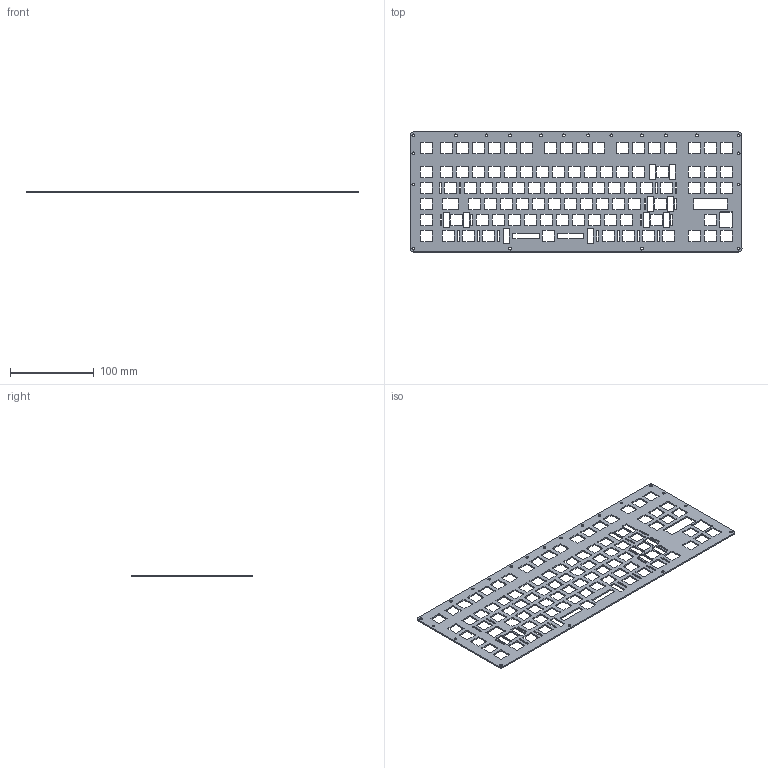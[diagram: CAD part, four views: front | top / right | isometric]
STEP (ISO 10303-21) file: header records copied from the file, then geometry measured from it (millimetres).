
FILE_DESCRIPTION(('KiCad electronic assembly'),'2;1');
FILE_NAME('custom_keyboard plate v3.step','2022-03-05T17:18:09',( 'Pcbnew'),('Kicad'),'Open CASCADE STEP processor 7.5', 'KiCad to STEP converter','Unknown');
FILE_SCHEMA(('AUTOMOTIVE_DESIGN { 1 0 10303 214 1 1 1 1 }'));
Length unit declared in the file: millimetre
Products named in the file (2): custom_keyboard plate v3 1; custom_keyboard plate v3 PCB
Assembly tree (1 placements, depth 2):
  custom_keyboard plate v3 1
    custom_keyboard plate v3 PCB
Bounding box: 395.26 x 142.87 x 1.6 mm (x, y, z)
Volume: 55650.8 mm3; surface area: 82065.8 mm2
Topology: 1 solids, 1 shells, 1030 faces, 3084 edges, 2056 vertices
Faces by surface type: cylinder 524, plane 506
Full cylindrical faces by diameter (mm): 3.2 x20
Entity records: 75715 total; most frequent: DIRECTION 12364, CARTESIAN_POINT 12340, LINE 7156, VECTOR 7156, ORIENTED_EDGE 6168, PCURVE 6168, DEFINITIONAL_REPRESENTATION 6168, EDGE_CURVE 3084
